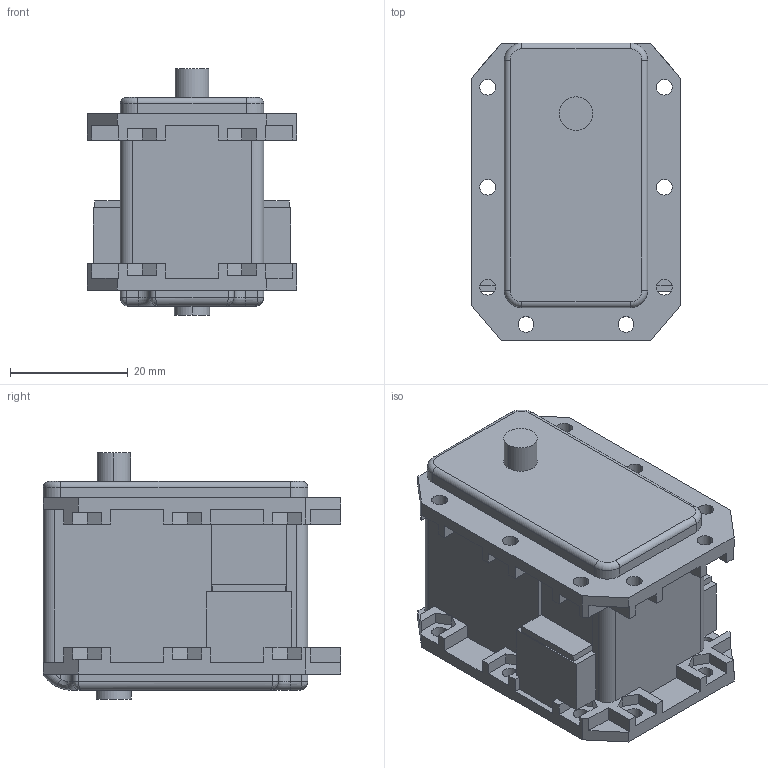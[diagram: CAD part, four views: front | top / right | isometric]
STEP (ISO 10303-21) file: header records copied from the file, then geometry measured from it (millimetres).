
FILE_DESCRIPTION((''),'2;1');
FILE_NAME('DC07_00A_DUMMY_NONE','2011-11-14T',('Andy'),(''),'PRO/ENGINEER BY PARAMETRIC TECHNOLOGY CORPORATION, 2009060','PRO/ENGINEER BY PARAMETRIC TECHNOLOGY CORPORATION, 2009060','');
FILE_SCHEMA(('CONFIG_CONTROL_DESIGN'));
Length unit declared in the file: millimetre
Products named in the file (1): DC07_00A_DUMMY_NONE
Bounding box: 35.6 x 50.6 x 41.85 mm (x, y, z)
Volume: 43259.3 mm3; surface area: 10891.9 mm2
Topology: 1 solids, 1 shells, 333 faces, 910 edges, 586 vertices
Faces by surface type: plane 241, cylinder 74, torus 10, bspline 8
Entity records: 10957 total; most frequent: CARTESIAN_POINT 2404, ORIENTED_EDGE 1820, DIRECTION 1676, EDGE_CURVE 910, VECTOR 730, LINE 730, VERTEX_POINT 586, AXIS2_PLACEMENT_3D 473
